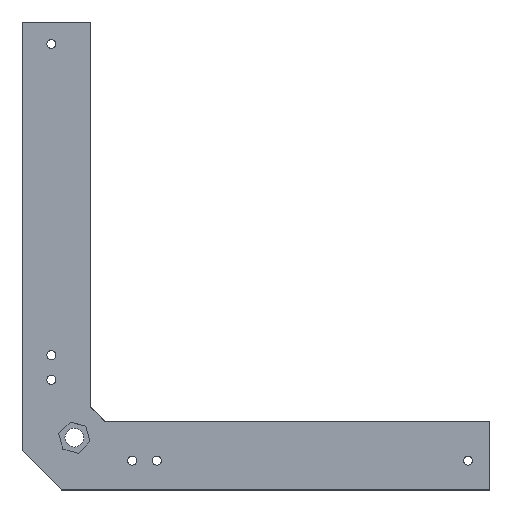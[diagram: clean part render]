
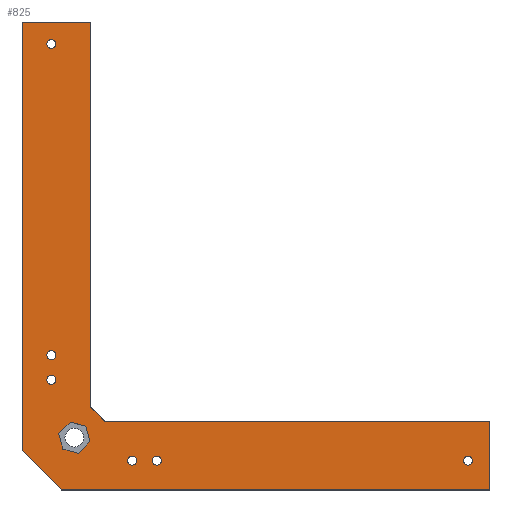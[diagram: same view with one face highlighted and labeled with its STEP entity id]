
A CAD part, top view. The second image highlights one B-rep face of the part: STEP entity #825.
In plain terms, the highlighted planar face has unit normal (0, 0, 1).
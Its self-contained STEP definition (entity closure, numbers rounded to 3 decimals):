
#41=FACE_BOUND('',#153,.T.);
#42=FACE_BOUND('',#154,.T.);
#43=FACE_BOUND('',#155,.T.);
#44=FACE_BOUND('',#156,.T.);
#45=FACE_BOUND('',#157,.T.);
#46=FACE_BOUND('',#158,.T.);
#47=FACE_BOUND('',#159,.T.);
#62=CIRCLE('',#884,1.6);
#63=CIRCLE('',#885,1.65);
#64=CIRCLE('',#886,1.65);
#65=CIRCLE('',#887,1.6);
#66=CIRCLE('',#888,1.65);
#67=CIRCLE('',#889,1.65);
#96=FACE_OUTER_BOUND('',#152,.T.);
#152=EDGE_LOOP('',(#613,#614,#615,#616,#617,#618,#619,#620));
#153=EDGE_LOOP('',(#621));
#154=EDGE_LOOP('',(#622));
#155=EDGE_LOOP('',(#623));
#156=EDGE_LOOP('',(#624,#625,#626,#627,#628,#629));
#157=EDGE_LOOP('',(#630));
#158=EDGE_LOOP('',(#631));
#159=EDGE_LOOP('',(#632));
#224=LINE('',#1248,#306);
#235=LINE('',#1270,#317);
#237=LINE('',#1274,#319);
#239=LINE('',#1278,#321);
#240=LINE('',#1279,#322);
#241=LINE('',#1281,#323);
#242=LINE('',#1283,#324);
#243=LINE('',#1284,#325);
#244=LINE('',#1293,#326);
#245=LINE('',#1295,#327);
#246=LINE('',#1297,#328);
#247=LINE('',#1299,#329);
#248=LINE('',#1301,#330);
#249=LINE('',#1302,#331);
#306=VECTOR('',#990,10.);
#317=VECTOR('',#1009,10.);
#319=VECTOR('',#1013,10.);
#321=VECTOR('',#1017,10.);
#322=VECTOR('',#1018,10.);
#323=VECTOR('',#1019,10.);
#324=VECTOR('',#1020,10.);
#325=VECTOR('',#1021,10.);
#326=VECTOR('',#1028,10.);
#327=VECTOR('',#1029,10.);
#328=VECTOR('',#1030,10.);
#329=VECTOR('',#1031,10.);
#330=VECTOR('',#1032,10.);
#331=VECTOR('',#1033,10.);
#392=VERTEX_POINT('',#1245);
#393=VERTEX_POINT('',#1247);
#399=VERTEX_POINT('',#1267);
#400=VERTEX_POINT('',#1269);
#401=VERTEX_POINT('',#1273);
#402=VERTEX_POINT('',#1277);
#403=VERTEX_POINT('',#1280);
#404=VERTEX_POINT('',#1282);
#405=VERTEX_POINT('',#1285);
#406=VERTEX_POINT('',#1287);
#407=VERTEX_POINT('',#1289);
#408=VERTEX_POINT('',#1291);
#409=VERTEX_POINT('',#1292);
#410=VERTEX_POINT('',#1294);
#411=VERTEX_POINT('',#1296);
#412=VERTEX_POINT('',#1298);
#413=VERTEX_POINT('',#1300);
#414=VERTEX_POINT('',#1303);
#415=VERTEX_POINT('',#1305);
#416=VERTEX_POINT('',#1307);
#469=EDGE_CURVE('',#392,#393,#224,.T.);
#480=EDGE_CURVE('',#399,#400,#235,.T.);
#482=EDGE_CURVE('',#400,#401,#237,.T.);
#484=EDGE_CURVE('',#399,#402,#239,.T.);
#485=EDGE_CURVE('',#402,#393,#240,.T.);
#486=EDGE_CURVE('',#403,#392,#241,.T.);
#487=EDGE_CURVE('',#404,#403,#242,.T.);
#488=EDGE_CURVE('',#404,#401,#243,.T.);
#489=EDGE_CURVE('',#405,#405,#62,.T.);
#490=EDGE_CURVE('',#406,#406,#63,.T.);
#491=EDGE_CURVE('',#407,#407,#64,.T.);
#492=EDGE_CURVE('',#408,#409,#244,.T.);
#493=EDGE_CURVE('',#409,#410,#245,.T.);
#494=EDGE_CURVE('',#410,#411,#246,.T.);
#495=EDGE_CURVE('',#411,#412,#247,.T.);
#496=EDGE_CURVE('',#412,#413,#248,.T.);
#497=EDGE_CURVE('',#413,#408,#249,.T.);
#498=EDGE_CURVE('',#414,#414,#65,.T.);
#499=EDGE_CURVE('',#415,#415,#66,.T.);
#500=EDGE_CURVE('',#416,#416,#67,.T.);
#613=ORIENTED_EDGE('',*,*,#480,.F.);
#614=ORIENTED_EDGE('',*,*,#484,.T.);
#615=ORIENTED_EDGE('',*,*,#485,.T.);
#616=ORIENTED_EDGE('',*,*,#469,.F.);
#617=ORIENTED_EDGE('',*,*,#486,.F.);
#618=ORIENTED_EDGE('',*,*,#487,.F.);
#619=ORIENTED_EDGE('',*,*,#488,.T.);
#620=ORIENTED_EDGE('',*,*,#482,.F.);
#621=ORIENTED_EDGE('',*,*,#489,.T.);
#622=ORIENTED_EDGE('',*,*,#490,.T.);
#623=ORIENTED_EDGE('',*,*,#491,.T.);
#624=ORIENTED_EDGE('',*,*,#492,.T.);
#625=ORIENTED_EDGE('',*,*,#493,.T.);
#626=ORIENTED_EDGE('',*,*,#494,.T.);
#627=ORIENTED_EDGE('',*,*,#495,.T.);
#628=ORIENTED_EDGE('',*,*,#496,.T.);
#629=ORIENTED_EDGE('',*,*,#497,.T.);
#630=ORIENTED_EDGE('',*,*,#498,.F.);
#631=ORIENTED_EDGE('',*,*,#499,.T.);
#632=ORIENTED_EDGE('',*,*,#500,.T.);
#795=PLANE('',#883);
#825=ADVANCED_FACE('',(#96,#41,#42,#43,#44,#45,#46,#47),#795,.T.);
#883=AXIS2_PLACEMENT_3D('',#1276,#1015,#1016);
#884=AXIS2_PLACEMENT_3D('',#1286,#1022,#1023);
#885=AXIS2_PLACEMENT_3D('',#1288,#1024,#1025);
#886=AXIS2_PLACEMENT_3D('',#1290,#1026,#1027);
#887=AXIS2_PLACEMENT_3D('',#1304,#1034,#1035);
#888=AXIS2_PLACEMENT_3D('',#1306,#1036,#1037);
#889=AXIS2_PLACEMENT_3D('',#1308,#1038,#1039);
#990=DIRECTION('',(0.,1.,0.));
#1009=DIRECTION('',(0.707,-0.707,0.));
#1013=DIRECTION('',(1.,0.,0.));
#1015=DIRECTION('center_axis',(0.,0.,1.));
#1016=DIRECTION('ref_axis',(1.,0.,0.));
#1017=DIRECTION('',(0.,1.,0.));
#1018=DIRECTION('',(-1.,0.,0.));
#1019=DIRECTION('',(-0.707,0.707,0.));
#1020=DIRECTION('',(-1.,0.,0.));
#1021=DIRECTION('',(0.,1.,0.));
#1022=DIRECTION('center_axis',(0.,0.,
-1.));
#1023=DIRECTION('ref_axis',(0.,-1.,0.));
#1024=DIRECTION('center_axis',(0.,0.,-1.));
#1025=DIRECTION('ref_axis',(-1.,0.,0.));
#1026=DIRECTION('center_axis',(0.,0.,-1.));
#1027=DIRECTION('ref_axis',(-1.,0.,0.));
#1028=DIRECTION('',(-0.966,0.259,0.));
#1029=DIRECTION('',(-0.259,0.966,0.));
#1030=DIRECTION('',(0.707,0.707,0.));
#1031=DIRECTION('',(0.966,-0.259,0.));
#1032=DIRECTION('',(0.259,-0.966,0.));
#1033=DIRECTION('',(-0.707,-0.707,0.));
#1034=DIRECTION('center_axis',(0.,0.,1.));
#1035=DIRECTION('ref_axis',(-1.,0.,0.));
#1036=DIRECTION('center_axis',(0.,0.,-1.));
#1037=DIRECTION('ref_axis',(-1.,0.,0.));
#1038=DIRECTION('center_axis',(0.,0.,-1.));
#1039=DIRECTION('ref_axis',(-1.,0.,0.));
#1245=CARTESIAN_POINT('',(-22.5,-8.2,0.));
#1247=CARTESIAN_POINT('',(-22.5,147.5,0.));
#1248=CARTESIAN_POINT('',(-22.5,77.349,0.));
#1267=CARTESIAN_POINT('',(2.5,7.471,0.));
#1269=CARTESIAN_POINT('',(7.471,2.5,0.));
#1270=CARTESIAN_POINT('',(6.743,3.228,0.));
#1273=CARTESIAN_POINT('',(147.5,2.5,0.));
#1274=CARTESIAN_POINT('',(20.687,2.5,0.));
#1276=CARTESIAN_POINT('Origin',(-6.467,-6.467,0.));
#1277=CARTESIAN_POINT('',(2.5,147.5,0.));
#1278=CARTESIAN_POINT('',(2.5,77.349,0.));
#1279=CARTESIAN_POINT('',(-3.75,147.5,0.));
#1280=CARTESIAN_POINT('',(-8.2,-22.5,0.));
#1281=CARTESIAN_POINT('',(-15.35,-15.35,0.));
#1282=CARTESIAN_POINT('',(147.5,-22.5,0.));
#1283=CARTESIAN_POINT('',(77.349,-22.5,0.));
#1284=CARTESIAN_POINT('',(147.5,-16.25,0.));
#1285=CARTESIAN_POINT('',(139.47,-10.25,0.));
#1286=CARTESIAN_POINT('Origin',(139.47,-11.85,0.));
#1287=CARTESIAN_POINT('',(19.15,-11.85,0.));
#1288=CARTESIAN_POINT('Origin',(17.5,-11.85,0.));
#1289=CARTESIAN_POINT('',(28.15,-11.85,0.));
#1290=CARTESIAN_POINT('Origin',(26.5,-11.85,0.));
#1291=CARTESIAN_POINT('',(-1.976,-9.188,0.));
#1292=CARTESIAN_POINT('',(-7.664,-7.664,0.));
#1293=CARTESIAN_POINT('',(-4.411,-8.536,0.));
#1294=CARTESIAN_POINT('',(-9.188,-1.976,0.));
#1295=CARTESIAN_POINT('',(-7.774,-7.255,0.));
#1296=CARTESIAN_POINT('',(-5.024,2.188,0.));
#1297=CARTESIAN_POINT('',(-9.631,-2.418,0.));
#1298=CARTESIAN_POINT('',(0.664,0.664,0.));
#1299=CARTESIAN_POINT('',(-4.615,2.079,0.));
#1300=CARTESIAN_POINT('',(2.188,-5.024,0.));
#1301=CARTESIAN_POINT('',(1.317,-1.771,0.));
#1302=CARTESIAN_POINT('',(-0.336,-7.549,0.));
#1303=CARTESIAN_POINT('',(-10.25,139.47,0.));
#1304=CARTESIAN_POINT('Origin',(-11.85,139.47,0.));
#1305=CARTESIAN_POINT('',(-10.2,26.5,0.));
#1306=CARTESIAN_POINT('Origin',(-11.85,26.5,0.));
#1307=CARTESIAN_POINT('',(-10.2,17.5,0.));
#1308=CARTESIAN_POINT('Origin',(-11.85,17.5,0.));
